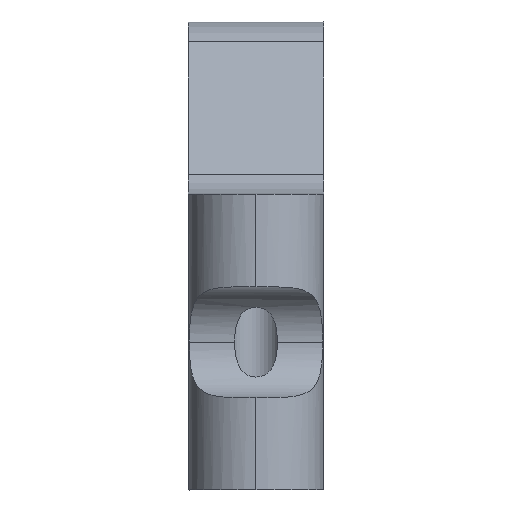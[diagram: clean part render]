
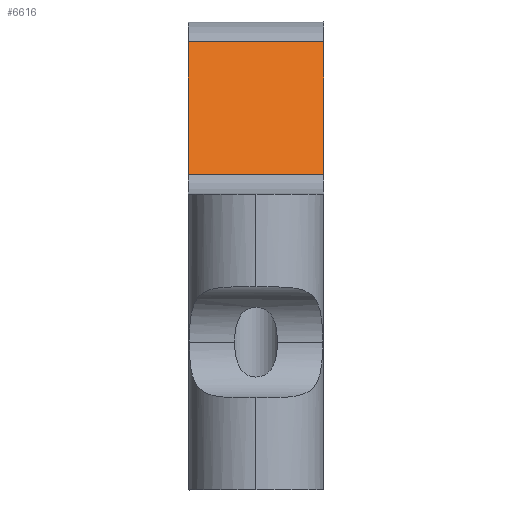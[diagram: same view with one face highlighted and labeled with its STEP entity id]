
A CAD part, front view. The second image highlights one B-rep face of the part: STEP entity #6616.
In plain terms, the highlighted planar face has unit normal (0, -0.618, 0.786).
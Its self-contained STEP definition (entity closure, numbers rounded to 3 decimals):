
#110 = PLANE('',#111);
#111 = AXIS2_PLACEMENT_3D('',#112,#113,#114);
#112 = CARTESIAN_POINT('',(11.,0.,0.));
#113 = DIRECTION('',(-1.,0.,0.));
#114 = DIRECTION('',(0.,0.,-1.));
#138 = CYLINDRICAL_SURFACE('',#139,15.);
#139 = AXIS2_PLACEMENT_3D('',#140,#141,#142);
#140 = CARTESIAN_POINT('',(-11.,23.,23.));
#141 = DIRECTION('',(-1.,0.,0.));
#142 = DIRECTION('',(0.,1.,0.));
#164 = PLANE('',#165);
#165 = AXIS2_PLACEMENT_3D('',#166,#167,#168);
#166 = CARTESIAN_POINT('',(-11.,0.,0.)
  );
#167 = DIRECTION('',(-1.,0.,0.));
#168 = DIRECTION('',(0.,0.,-1.));
#1215 = VERTEX_POINT('',#1216);
#1216 = CARTESIAN_POINT('',(-11.,-13.73,13.207));
#1235 = CYLINDRICAL_SURFACE('',#1236,15.);
#1236 = AXIS2_PLACEMENT_3D('',#1237,#1238,#1239);
#1237 = CARTESIAN_POINT('',(-11.,-23.,25.));
#1238 = DIRECTION('',(-1.,0.,0.));
#1239 = DIRECTION('',(0.,1.,0.));
#1247 = EDGE_CURVE('',#1215,#1248,#1250,.T.);
#1248 = VERTEX_POINT('',#1249);
#1249 = CARTESIAN_POINT('',(-11.,13.73,34.793));
#1250 = SURFACE_CURVE('',#1251,(#1255,#1262),.PCURVE_S1.);
#1251 = LINE('',#1252,#1253);
#1252 = CARTESIAN_POINT('',(-11.,-13.73,13.207));
#1253 = VECTOR('',#1254,1.);
#1254 = DIRECTION('',(0.,0.786,0.618)
  );
#1255 = PCURVE('',#164,#1256);
#1256 = DEFINITIONAL_REPRESENTATION('',(#1257),#1261);
#1257 = LINE('',#1258,#1259);
#1258 = CARTESIAN_POINT('',(-13.207,13.73));
#1259 = VECTOR('',#1260,1.);
#1260 = DIRECTION('',(-0.618,-0.786));
#1261 = ( GEOMETRIC_REPRESENTATION_CONTEXT(2) 
PARAMETRIC_REPRESENTATION_CONTEXT() REPRESENTATION_CONTEXT('2D SPACE',''
  ) );
#1262 = PCURVE('',#1263,#1268);
#1263 = PLANE('',#1264);
#1264 = AXIS2_PLACEMENT_3D('',#1265,#1266,#1267);
#1265 = CARTESIAN_POINT('',(-11.,-13.73,13.207));
#1266 = DIRECTION('',(0.,-0.618,0.786
    ));
#1267 = DIRECTION('',(0.,0.786,0.618)
  );
#1268 = DEFINITIONAL_REPRESENTATION('',(#1269),#1273);
#1269 = LINE('',#1270,#1271);
#1270 = CARTESIAN_POINT('',(0.,0.));
#1271 = VECTOR('',#1272,1.);
#1272 = DIRECTION('',(1.,0.));
#1273 = ( GEOMETRIC_REPRESENTATION_CONTEXT(2) 
PARAMETRIC_REPRESENTATION_CONTEXT() REPRESENTATION_CONTEXT('2D SPACE',''
  ) );
#3129 = VERTEX_POINT('',#3130);
#3130 = CARTESIAN_POINT('',(11.,13.73,
    34.793));
#3156 = EDGE_CURVE('',#1248,#3129,#3157,.T.);
#3157 = SURFACE_CURVE('',#3158,(#3162,#3169),.PCURVE_S1.);
#3158 = LINE('',#3159,#3160);
#3159 = CARTESIAN_POINT('',(-11.,13.73,34.793));
#3160 = VECTOR('',#3161,1.);
#3161 = DIRECTION('',(1.,0.,0.));
#3162 = PCURVE('',#138,#3163);
#3163 = DEFINITIONAL_REPRESENTATION('',(#3164),#3168);
#3164 = LINE('',#3165,#3166);
#3165 = CARTESIAN_POINT('',(-2.237,0.));
#3166 = VECTOR('',#3167,1.);
#3167 = DIRECTION('',(-0.,-1.));
#3168 = ( GEOMETRIC_REPRESENTATION_CONTEXT(2) 
PARAMETRIC_REPRESENTATION_CONTEXT() REPRESENTATION_CONTEXT('2D SPACE',''
  ) );
#3169 = PCURVE('',#1263,#3170);
#3170 = DEFINITIONAL_REPRESENTATION('',(#3171),#3175);
#3171 = LINE('',#3172,#3173);
#3172 = CARTESIAN_POINT('',(34.928,0.));
#3173 = VECTOR('',#3174,1.);
#3174 = DIRECTION('',(0.,-1.));
#3175 = ( GEOMETRIC_REPRESENTATION_CONTEXT(2) 
PARAMETRIC_REPRESENTATION_CONTEXT() REPRESENTATION_CONTEXT('2D SPACE',''
  ) );
#3382 = VERTEX_POINT('',#3383);
#3383 = CARTESIAN_POINT('',(11.,-13.73,
    13.207));
#3409 = EDGE_CURVE('',#3382,#3129,#3410,.T.);
#3410 = SURFACE_CURVE('',#3411,(#3415,#3422),.PCURVE_S1.);
#3411 = LINE('',#3412,#3413);
#3412 = CARTESIAN_POINT('',(11.,-13.73,
    13.207));
#3413 = VECTOR('',#3414,1.);
#3414 = DIRECTION('',(0.,0.786,0.618)
  );
#3415 = PCURVE('',#110,#3416);
#3416 = DEFINITIONAL_REPRESENTATION('',(#3417),#3421);
#3417 = LINE('',#3418,#3419);
#3418 = CARTESIAN_POINT('',(-13.207,13.73));
#3419 = VECTOR('',#3420,1.);
#3420 = DIRECTION('',(-0.618,-0.786));
#3421 = ( GEOMETRIC_REPRESENTATION_CONTEXT(2) 
PARAMETRIC_REPRESENTATION_CONTEXT() REPRESENTATION_CONTEXT('2D SPACE',''
  ) );
#3422 = PCURVE('',#1263,#3423);
#3423 = DEFINITIONAL_REPRESENTATION('',(#3424),#3428);
#3424 = LINE('',#3425,#3426);
#3425 = CARTESIAN_POINT('',(0.,-22.));
#3426 = VECTOR('',#3427,1.);
#3427 = DIRECTION('',(1.,0.));
#3428 = ( GEOMETRIC_REPRESENTATION_CONTEXT(2) 
PARAMETRIC_REPRESENTATION_CONTEXT() REPRESENTATION_CONTEXT('2D SPACE',''
  ) );
#6616 = ADVANCED_FACE('',(#6617),#1263,.T.);
#6617 = FACE_BOUND('',#6618,.T.);
#6618 = EDGE_LOOP('',(#6619,#6640,#6641,#6642));
#6619 = ORIENTED_EDGE('',*,*,#6620,.T.);
#6620 = EDGE_CURVE('',#1215,#3382,#6621,.T.);
#6621 = SURFACE_CURVE('',#6622,(#6626,#6633),.PCURVE_S1.);
#6622 = LINE('',#6623,#6624);
#6623 = CARTESIAN_POINT('',(-11.,-13.73,13.207));
#6624 = VECTOR('',#6625,1.);
#6625 = DIRECTION('',(1.,0.,0.));
#6626 = PCURVE('',#1263,#6627);
#6627 = DEFINITIONAL_REPRESENTATION('',(#6628),#6632);
#6628 = LINE('',#6629,#6630);
#6629 = CARTESIAN_POINT('',(0.,0.));
#6630 = VECTOR('',#6631,1.);
#6631 = DIRECTION('',(0.,-1.));
#6632 = ( GEOMETRIC_REPRESENTATION_CONTEXT(2) 
PARAMETRIC_REPRESENTATION_CONTEXT() REPRESENTATION_CONTEXT('2D SPACE',''
  ) );
#6633 = PCURVE('',#1235,#6634);
#6634 = DEFINITIONAL_REPRESENTATION('',(#6635),#6639);
#6635 = LINE('',#6636,#6637);
#6636 = CARTESIAN_POINT('',(-5.379,0.));
#6637 = VECTOR('',#6638,1.);
#6638 = DIRECTION('',(-0.,-1.));
#6639 = ( GEOMETRIC_REPRESENTATION_CONTEXT(2) 
PARAMETRIC_REPRESENTATION_CONTEXT() REPRESENTATION_CONTEXT('2D SPACE',''
  ) );
#6640 = ORIENTED_EDGE('',*,*,#3409,.T.);
#6641 = ORIENTED_EDGE('',*,*,#3156,.F.);
#6642 = ORIENTED_EDGE('',*,*,#1247,.F.);
